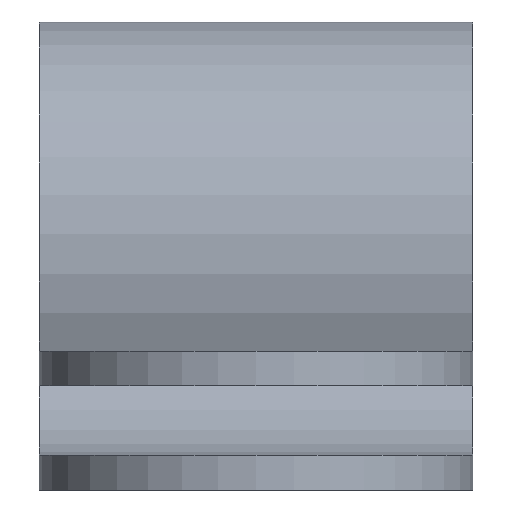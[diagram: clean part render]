
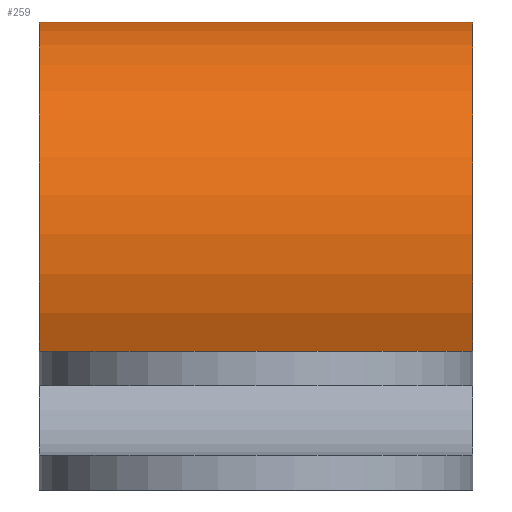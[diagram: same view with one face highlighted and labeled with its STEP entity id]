
A CAD part, left-side view. The second image highlights one B-rep face of the part: STEP entity #259.
In plain terms, the highlighted cylindrical face has radius 6.75 mm (diameter 13.5 mm), a partial arc.
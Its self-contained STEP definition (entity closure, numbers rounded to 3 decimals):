
#23=CYLINDRICAL_SURFACE('',#300,6.75);
#42=CIRCLE('',#301,6.75);
#43=CIRCLE('',#302,6.75);
#76=ORIENTED_EDGE('',*,*,#140,.F.);
#77=ORIENTED_EDGE('',*,*,#139,.F.);
#78=ORIENTED_EDGE('',*,*,#141,.T.);
#79=ORIENTED_EDGE('',*,*,#129,.T.);
#129=EDGE_CURVE('',#164,#163,#180,.T.);
#139=EDGE_CURVE('',#169,#168,#183,.T.);
#140=EDGE_CURVE('',#168,#163,#42,.T.);
#141=EDGE_CURVE('',#169,#164,#43,.T.);
#163=VERTEX_POINT('',#428);
#164=VERTEX_POINT('',#430);
#168=VERTEX_POINT('',#445);
#169=VERTEX_POINT('',#447);
#180=LINE('',#429,#198);
#183=LINE('',#448,#201);
#198=VECTOR('',#343,1000.);
#201=VECTOR('',#366,1000.);
#217=EDGE_LOOP('',(#76,#77,#78,#79));
#237=FACE_BOUND('',#217,.T.);
#259=ADVANCED_FACE('',(#237),#23,.T.);
#300=AXIS2_PLACEMENT_3D('',#449,#367,#368);
#301=AXIS2_PLACEMENT_3D('',#450,#369,#370);
#302=AXIS2_PLACEMENT_3D('',#451,#371,#372);
#343=DIRECTION('',(0.,1.,0.));
#366=DIRECTION('',(0.,1.,0.));
#367=DIRECTION('',(0.,1.,0.));
#368=DIRECTION('',(0.,0.,1.));
#369=DIRECTION('',(0.,1.,0.));
#370=DIRECTION('',(-1.,0.,0.));
#371=DIRECTION('',(0.,1.,0.));
#372=DIRECTION('',(-1.,0.,0.));
#428=CARTESIAN_POINT('',(0.,6.25,0.));
#429=CARTESIAN_POINT('',(0.,-6.25,0.));
#430=CARTESIAN_POINT('',(0.,-6.25,0.));
#445=CARTESIAN_POINT('',(-6.164,6.25,4.));
#447=CARTESIAN_POINT('',(-6.164,-6.25,4.));
#448=CARTESIAN_POINT('',(-6.164,-6.25,4.));
#449=CARTESIAN_POINT('',(0.,-6.25,6.75));
#450=CARTESIAN_POINT('',(0.,6.25,6.75));
#451=CARTESIAN_POINT('',(0.,-6.25,6.75));
